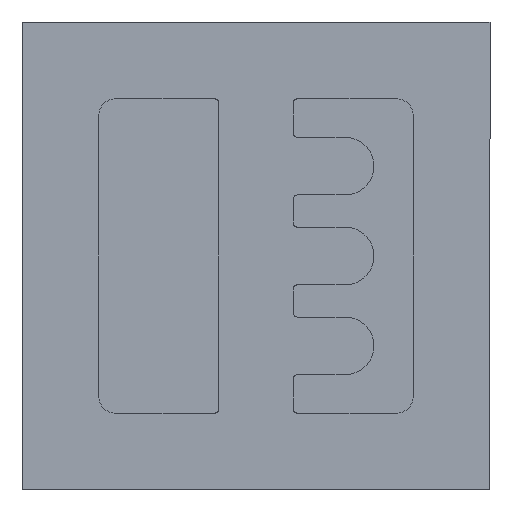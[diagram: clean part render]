
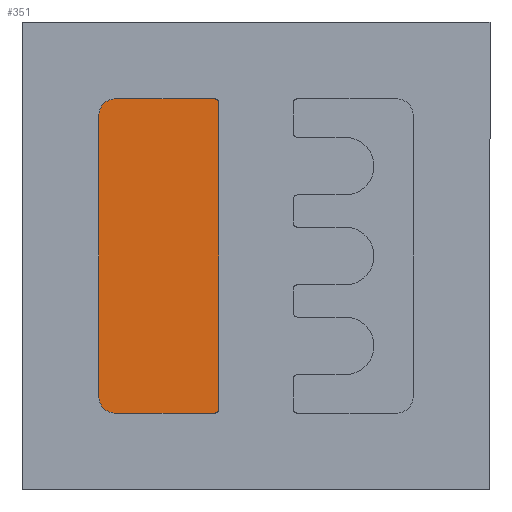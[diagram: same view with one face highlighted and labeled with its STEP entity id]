
A CAD part, front view. The second image highlights one B-rep face of the part: STEP entity #351.
In plain terms, the highlighted planar face has unit normal (0, -1, 0).
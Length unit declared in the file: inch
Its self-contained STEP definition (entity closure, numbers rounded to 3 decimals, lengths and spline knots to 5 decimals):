
#47 = AXIS2_PLACEMENT_3D ( 'NONE', #1108, #150, #1491 ) ;
#58 = VERTEX_POINT ( 'NONE', #1300 ) ;
#65 = CARTESIAN_POINT ( 'NONE',  ( -0.00394, -0.00004, 0.0161 ) ) ;
#75 = DIRECTION ( 'NONE',  ( 0., 0., -1. ) ) ;
#78 = ORIENTED_EDGE ( 'NONE', *, *, #426, .T. ) ;
#92 = ORIENTED_EDGE ( 'NONE', *, *, #1062, .T. ) ;
#150 = DIRECTION ( 'NONE',  ( 0., -1., 0. ) ) ;
#155 = VERTEX_POINT ( 'NONE', #253 ) ;
#157 = CARTESIAN_POINT ( 'NONE',  ( -0.01654, -0.00004, 0.01476 ) ) ;
#188 = DIRECTION ( 'NONE',  ( 0., -1., 0. ) ) ;
#206 = CARTESIAN_POINT ( 'NONE',  ( -0.00394, -0.00004, 0.01654 ) ) ;
#212 = VERTEX_POINT ( 'NONE', #1094 ) ;
#230 = DIRECTION ( 'NONE',  ( 1., 0., 0. ) ) ;
#239 = VECTOR ( 'NONE', #75, 39.37008 ) ;
#241 = DIRECTION ( 'NONE',  ( 0., -1., 0. ) ) ;
#242 = CIRCLE ( 'NONE', #47, 0.00043 ) ;
#253 = CARTESIAN_POINT ( 'NONE',  ( -0.00394, -0.00004, -0.0161 ) ) ;
#280 = LINE ( 'NONE', #811, #904 ) ;
#330 = DIRECTION ( 'NONE',  ( 0., -1., 0. ) ) ;
#350 = EDGE_CURVE ( 'NONE', #155, #983, #1541, .T. ) ;
#351 = ADVANCED_FACE ( 'NONE', ( #1134 ), #1415, .T. ) ;
#362 = CARTESIAN_POINT ( 'NONE',  ( -0.00437, -0.00004, -0.01654 ) ) ;
#385 = ORIENTED_EDGE ( 'NONE', *, *, #642, .T. ) ;
#386 = CIRCLE ( 'NONE', #610, 0.00177 ) ;
#426 = EDGE_CURVE ( 'NONE', #557, #155, #859, .T. ) ;
#456 = EDGE_CURVE ( 'NONE', #983, #58, #242, .T. ) ;
#557 = VERTEX_POINT ( 'NONE', #362 ) ;
#604 = VERTEX_POINT ( 'NONE', #1551 ) ;
#610 = AXIS2_PLACEMENT_3D ( 'NONE', #1210, #241, #1182 ) ;
#616 = ORIENTED_EDGE ( 'NONE', *, *, #456, .T. ) ;
#642 = EDGE_CURVE ( 'NONE', #604, #557, #1150, .T. ) ;
#683 = EDGE_CURVE ( 'NONE', #1180, #604, #386, .T. ) ;
#685 = CIRCLE ( 'NONE', #1281, 0.00177 ) ;
#686 = DIRECTION ( 'NONE',  ( 0., -1., 0. ) ) ;
#705 = ORIENTED_EDGE ( 'NONE', *, *, #1219, .T. ) ;
#726 = DIRECTION ( 'NONE',  ( 0., 0., 1. ) ) ;
#784 = ORIENTED_EDGE ( 'NONE', *, *, #350, .T. ) ;
#811 = CARTESIAN_POINT ( 'NONE',  ( -0.01654, -0.00004, 0.01654 ) ) ;
#816 = CARTESIAN_POINT ( 'NONE',  ( -0.01476, -0.00004, 0.01476 ) ) ;
#859 = CIRCLE ( 'NONE', #1432, 0.00043 ) ;
#904 = VECTOR ( 'NONE', #1348, 39.37008 ) ;
#951 = EDGE_CURVE ( 'NONE', #212, #1156, #685, .T. ) ;
#983 = VERTEX_POINT ( 'NONE', #65 ) ;
#1007 = CARTESIAN_POINT ( 'NONE',  ( -0.01654, -0.00004, 0.01654 ) ) ;
#1062 = EDGE_CURVE ( 'NONE', #1156, #1180, #1277, .T. ) ;
#1094 = CARTESIAN_POINT ( 'NONE',  ( -0.01476, -0.00004, 0.01654 ) ) ;
#1100 = AXIS2_PLACEMENT_3D ( 'NONE', #1567, #330, #1264 ) ;
#1108 = CARTESIAN_POINT ( 'NONE',  ( -0.00437, -0.00004, 0.0161 ) ) ;
#1134 = FACE_OUTER_BOUND ( 'NONE', #1740, .T. ) ;
#1150 = LINE ( 'NONE', #1697, #1521 ) ;
#1156 = VERTEX_POINT ( 'NONE', #157 ) ;
#1179 = VECTOR ( 'NONE', #726, 39.37008 ) ;
#1180 = VERTEX_POINT ( 'NONE', #1499 ) ;
#1182 = DIRECTION ( 'NONE',  ( 0., 0., -1. ) ) ;
#1188 = ORIENTED_EDGE ( 'NONE', *, *, #683, .T. ) ;
#1210 = CARTESIAN_POINT ( 'NONE',  ( -0.01476, -0.00004, -0.01476 ) ) ;
#1219 = EDGE_CURVE ( 'NONE', #58, #212, #280, .T. ) ;
#1221 = DIRECTION ( 'NONE',  ( 0., 0., -1. ) ) ;
#1245 = DIRECTION ( 'NONE',  ( 0., 0., -1. ) ) ;
#1264 = DIRECTION ( 'NONE',  ( 0., 0., -1. ) ) ;
#1277 = LINE ( 'NONE', #1007, #239 ) ;
#1281 = AXIS2_PLACEMENT_3D ( 'NONE', #816, #686, #1221 ) ;
#1300 = CARTESIAN_POINT ( 'NONE',  ( -0.00437, -0.00004, 0.01654 ) ) ;
#1348 = DIRECTION ( 'NONE',  ( -1., 0., 0. ) ) ;
#1369 = ORIENTED_EDGE ( 'NONE', *, *, #951, .T. ) ;
#1415 = PLANE ( 'NONE',  #1100 ) ;
#1432 = AXIS2_PLACEMENT_3D ( 'NONE', #1636, #188, #1245 ) ;
#1491 = DIRECTION ( 'NONE',  ( 0., 0., -1. ) ) ;
#1499 = CARTESIAN_POINT ( 'NONE',  ( -0.01654, -0.00004, -0.01476 ) ) ;
#1521 = VECTOR ( 'NONE', #230, 39.37008 ) ;
#1541 = LINE ( 'NONE', #206, #1179 ) ;
#1551 = CARTESIAN_POINT ( 'NONE',  ( -0.01476, -0.00004, -0.01654 ) ) ;
#1567 = CARTESIAN_POINT ( 'NONE',  ( -0.02461, -0.00004, 0.02461 ) ) ;
#1636 = CARTESIAN_POINT ( 'NONE',  ( -0.00437, -0.00004, -0.0161 ) ) ;
#1697 = CARTESIAN_POINT ( 'NONE',  ( -0.01654, -0.00004, -0.01654 ) ) ;
#1740 = EDGE_LOOP ( 'NONE', ( #385, #78, #784, #616, #705, #1369, #92, #1188 ) ) ;
